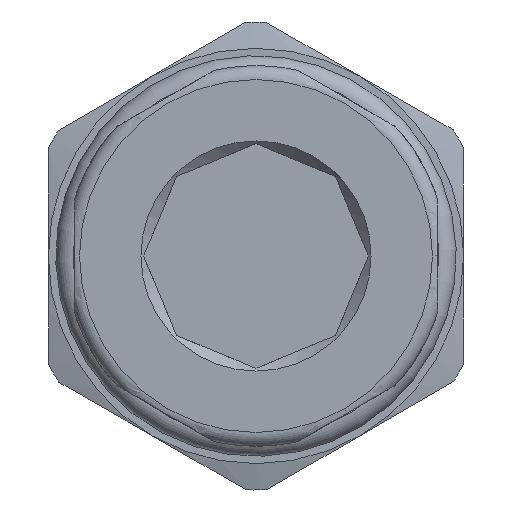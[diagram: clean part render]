
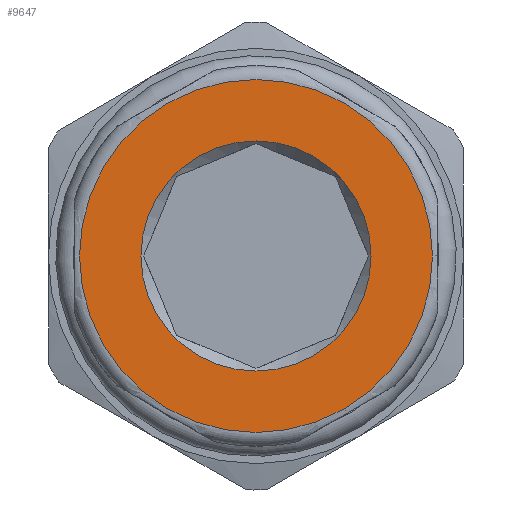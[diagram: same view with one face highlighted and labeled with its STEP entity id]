
A CAD part, left-side view. The second image highlights one B-rep face of the part: STEP entity #9647.
In plain terms, the highlighted planar face has unit normal (-1, 0, 0).
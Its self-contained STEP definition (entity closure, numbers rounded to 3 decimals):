
#123=FACE_BOUND('',#2832,.T.);
#506=CIRCLE('',#10102,10.2);
#507=CIRCLE('',#10103,10.2);
#518=CIRCLE('',#10127,6.65);
#1783=PLANE('',#10126);
#2274=FACE_OUTER_BOUND('',#2831,.T.);
#2831=EDGE_LOOP('',(#8406,#8407));
#2832=EDGE_LOOP('',(#8408));
#4360=VERTEX_POINT('',#70594);
#4361=VERTEX_POINT('',#70596);
#4373=VERTEX_POINT('',#70798);
#5701=EDGE_CURVE('',#4360,#4361,#506,.T.);
#5702=EDGE_CURVE('',#4361,#4360,#507,.T.);
#5727=EDGE_CURVE('',#4373,#4373,#518,.T.);
#8406=ORIENTED_EDGE('',*,*,#5702,.F.);
#8407=ORIENTED_EDGE('',*,*,#5701,.F.);
#8408=ORIENTED_EDGE('',*,*,#5727,.F.);
#9647=ADVANCED_FACE('',(#2274,#123),#1783,.T.);
#10102=AXIS2_PLACEMENT_3D('',#70597,#11481,#11482);
#10103=AXIS2_PLACEMENT_3D('',#70598,#11483,#11484);
#10126=AXIS2_PLACEMENT_3D('',#70797,#11537,#11538);
#10127=AXIS2_PLACEMENT_3D('',#70799,#11539,#11540);
#11481=DIRECTION('center_axis',(1.,0.,0.));
#11482=DIRECTION('ref_axis',(0.,-1.,0.));
#11483=DIRECTION('center_axis',(1.,0.,0.));
#11484=DIRECTION('ref_axis',(0.,-1.,0.));
#11537=DIRECTION('center_axis',(-1.,0.,0.));
#11538=DIRECTION('ref_axis',(0.,0.,1.));
#11539=DIRECTION('center_axis',(-1.,0.,0.));
#11540=DIRECTION('ref_axis',(0.,-1.,0.));
#70594=CARTESIAN_POINT('',(0.,0.,10.2));
#70596=CARTESIAN_POINT('',(0.,10.2,0.));
#70597=CARTESIAN_POINT('Origin',(0.,0.,0.));
#70598=CARTESIAN_POINT('Origin',(0.,0.,0.));
#70797=CARTESIAN_POINT('Origin',(0.,8.5,0.));
#70798=CARTESIAN_POINT('',(0.,6.65,0.));
#70799=CARTESIAN_POINT('Origin',(0.,0.,0.));
